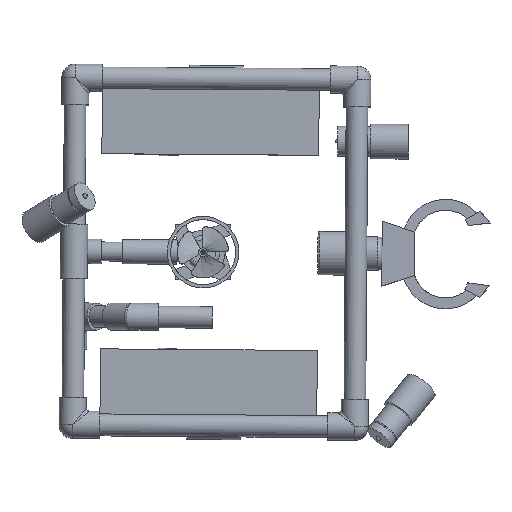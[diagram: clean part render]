
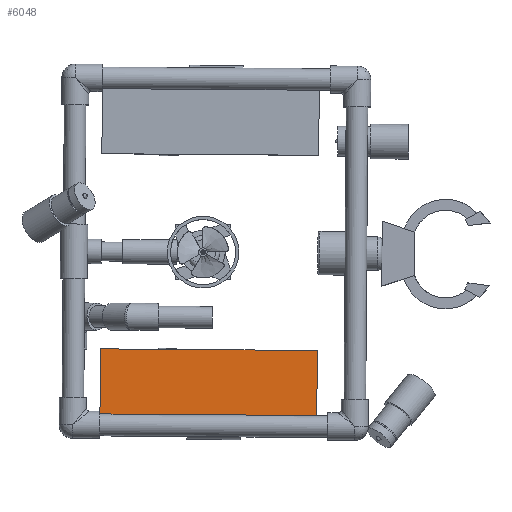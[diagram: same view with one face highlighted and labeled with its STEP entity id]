
A CAD part, top view. The second image highlights one B-rep face of the part: STEP entity #6048.
In plain terms, the highlighted face is planar.
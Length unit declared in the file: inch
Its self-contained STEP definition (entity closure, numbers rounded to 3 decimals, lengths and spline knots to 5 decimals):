
#562=LINE('',#12876,#822);
#566=LINE('',#12884,#826);
#569=LINE('',#12890,#829);
#572=LINE('',#12895,#832);
#822=VECTOR('',#8800,0.3937);
#826=VECTOR('',#8806,0.3937);
#829=VECTOR('',#8811,0.3937);
#832=VECTOR('',#8816,0.3937);
#1358=PLANE('',#7254);
#1956=FACE_OUTER_BOUND('',#2545,.T.);
#2545=EDGE_LOOP('',(#5335,#5336,#5337,#5338));
#3390=VERTEX_POINT('',#12874);
#3391=VERTEX_POINT('',#12875);
#3394=VERTEX_POINT('',#12883);
#3396=VERTEX_POINT('',#12889);
#4059=EDGE_CURVE('',#3390,#3391,#562,.T.);
#4063=EDGE_CURVE('',#3391,#3394,#566,.T.);
#4066=EDGE_CURVE('',#3394,#3396,#569,.T.);
#4069=EDGE_CURVE('',#3396,#3390,#572,.T.);
#5335=ORIENTED_EDGE('',*,*,#4069,.T.);
#5336=ORIENTED_EDGE('',*,*,#4059,.T.);
#5337=ORIENTED_EDGE('',*,*,#4063,.T.);
#5338=ORIENTED_EDGE('',*,*,#4066,.T.);
#6048=ADVANCED_FACE('',(#1956),#1358,.F.);
#7254=AXIS2_PLACEMENT_3D('',#12897,#8818,#8819);
#8800=DIRECTION('',(0.,0.,-1.));
#8806=DIRECTION('',(1.,0.,0.));
#8811=DIRECTION('',(0.,0.,1.));
#8816=DIRECTION('',(-1.,0.,0.));
#8818=DIRECTION('center_axis',(0.,1.,0.));
#8819=DIRECTION('ref_axis',(0.,0.,1.));
#12874=CARTESIAN_POINT('',(-3.,0.,0.));
#12875=CARTESIAN_POINT('',(-3.,0.,-10.));
#12876=CARTESIAN_POINT('',(-3.,0.,0.));
#12883=CARTESIAN_POINT('',(0.,0.,-10.));
#12884=CARTESIAN_POINT('',(-3.,0.,-10.));
#12889=CARTESIAN_POINT('',(0.,0.,0.));
#12890=CARTESIAN_POINT('',(0.,0.,-10.));
#12895=CARTESIAN_POINT('',(0.,0.,0.));
#12897=CARTESIAN_POINT('Origin',(-1.5,0.,-5.));
